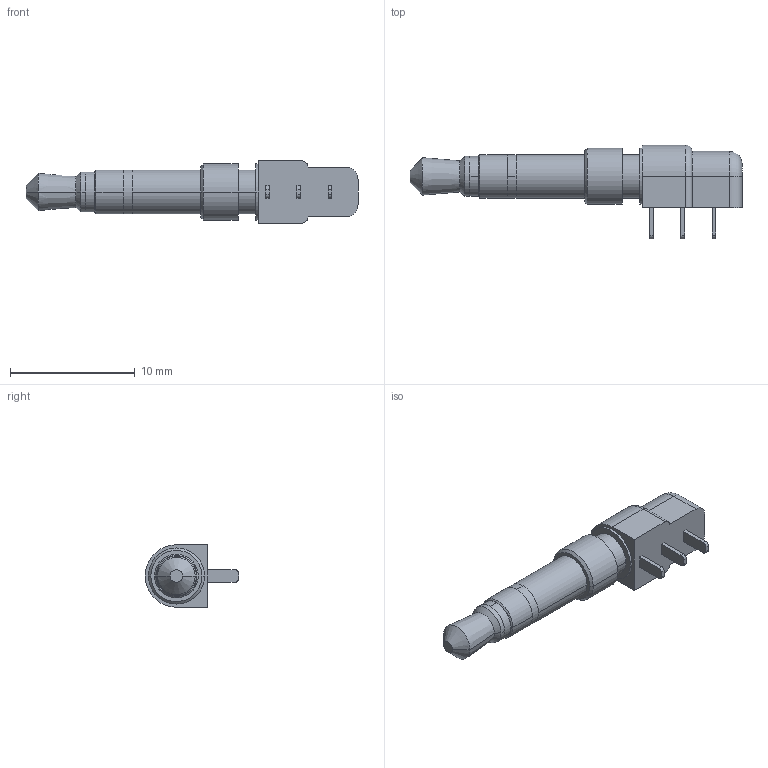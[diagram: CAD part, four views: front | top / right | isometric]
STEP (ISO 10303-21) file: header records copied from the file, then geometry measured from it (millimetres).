
FILE_DESCRIPTION (( 'STEP AP214' ), '1' );
FILE_NAME ('CUI_DEVICES_SP-3533-02.step', '2019-10-20T23:05:29', ( '' ), ( '' ), 'SwSTEP 2.0', 'SolidWorks 2019', '' );
FILE_SCHEMA (( 'AUTOMOTIVE_DESIGN' ));
Length unit declared in the file: inch
Products named in the file (1): CUI_DEVICES_SP-3533-02
Bounding box: 26.6 x 7.5 x 5 mm (x, y, z)
Volume: 332.2 mm3; surface area: 498 mm2
Topology: 6 solids, 6 shells, 77 faces, 161 edges, 102 vertices
Faces by surface type: plane 35, cylinder 28, cone 10, torus 4
Entity records: 3000 total; most frequent: DIRECTION 390, CARTESIAN_POINT 341, ORIENTED_EDGE 322, EDGE_CURVE 161, AXIS2_PLACEMENT_3D 151, VERTEX_POINT 102, VECTOR 88, LINE 88
